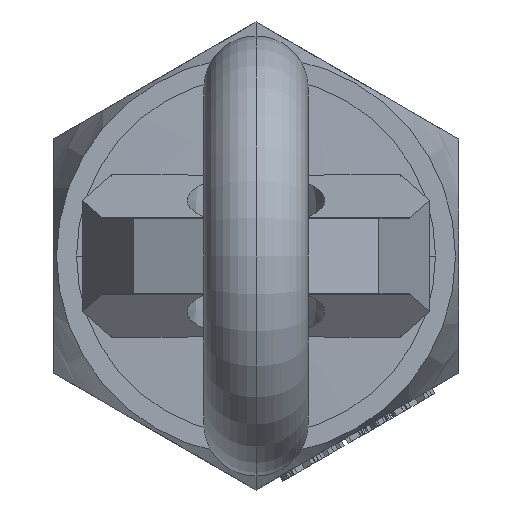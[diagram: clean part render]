
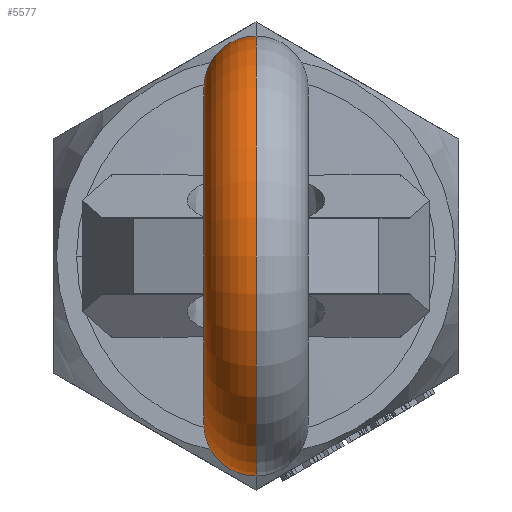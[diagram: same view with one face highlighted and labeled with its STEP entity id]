
A CAD part, front view. The second image highlights one B-rep face of the part: STEP entity #5577.
In plain terms, the highlighted toroidal (fillet/blend) face has major radius 29 mm and minor radius 9 mm.
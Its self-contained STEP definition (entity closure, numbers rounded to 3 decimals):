
#462=CARTESIAN_POINT('',(0.,-75.036,59.));
#463=DIRECTION('',(0.,-1.,0.));
#464=DIRECTION('',(0.,0.,1.));
#465=AXIS2_PLACEMENT_3D('',#462,#463,#464);
#467=CARTESIAN_POINT('',(0.,-75.036,30.));
#468=DIRECTION('',(1.,0.,0.));
#469=DIRECTION('',(0.,0.,1.));
#470=AXIS2_PLACEMENT_3D('',#467,#468,#469);
#477=CARTESIAN_POINT('',(0.,-75.036,30.));
#478=DIRECTION('',(1.,0.,0.));
#479=DIRECTION('',(0.,0.,1.));
#480=AXIS2_PLACEMENT_3D('',#477,#478,#479);
#491=CARTESIAN_POINT('',(0.,-75.036,1.));
#492=DIRECTION('',(0.,1.,0.));
#493=DIRECTION('',(0.,0.,-1.));
#494=AXIS2_PLACEMENT_3D('',#491,#492,#493);
#4040=CARTESIAN_POINT('',(0.,-75.036,68.));
#4041=CARTESIAN_POINT('',(0.,-75.036,50.));
#4042=VERTEX_POINT('',#4040);
#4043=VERTEX_POINT('',#4041);
#4044=CARTESIAN_POINT('',(0.,-75.036,-8.));
#4045=CARTESIAN_POINT('',(0.,-75.036,10.));
#4046=VERTEX_POINT('',#4044);
#4047=VERTEX_POINT('',#4045);
#5563=CARTESIAN_POINT('',(0.,-75.036,30.));
#5564=DIRECTION('',(1.,0.,0.));
#5565=DIRECTION('',(0.,0.,-1.));
#5566=AXIS2_PLACEMENT_3D('',#5563,#5564,#5565);
#5567=TOROIDAL_SURFACE('',#5566,29.,9.);
#5568=ORIENTED_EDGE('',*,*,#5557,.F.);
#5570=ORIENTED_EDGE('',*,*,#5569,.T.);
#5572=ORIENTED_EDGE('',*,*,#5571,.T.);
#5574=ORIENTED_EDGE('',*,*,#5573,.F.);
#5575=EDGE_LOOP('',(#5568,#5570,#5572,#5574));
#5576=FACE_OUTER_BOUND('',#5575,.F.);
#5577=ADVANCED_FACE('',(#5576),#5567,.T.);
#466=CIRCLE('',#465,9.);
#471=CIRCLE('',#470,38.);
#481=CIRCLE('',#480,20.);
#495=CIRCLE('',#494,9.);
#5557=EDGE_CURVE('',#4042,#4043,#466,.T.);
#5569=EDGE_CURVE('',#4042,#4046,#471,.T.);
#5571=EDGE_CURVE('',#4046,#4047,#495,.T.);
#5573=EDGE_CURVE('',#4043,#4047,#481,.T.);
